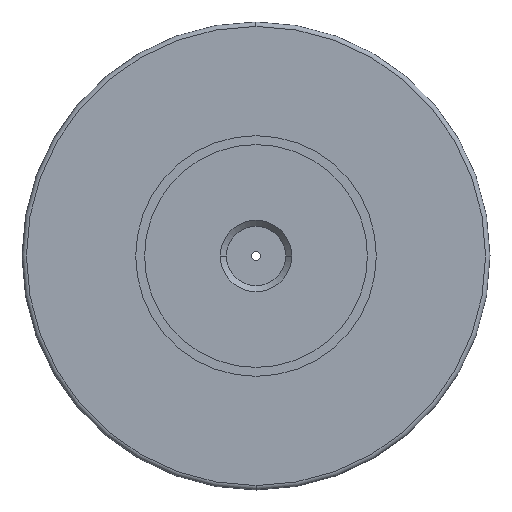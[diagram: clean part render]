
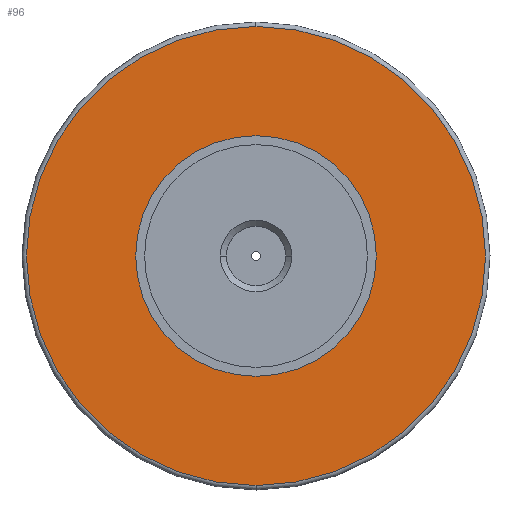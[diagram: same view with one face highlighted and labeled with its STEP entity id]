
A CAD part, left-side view. The second image highlights one B-rep face of the part: STEP entity #96.
In plain terms, the highlighted planar face has unit normal (-1, 0, 0).
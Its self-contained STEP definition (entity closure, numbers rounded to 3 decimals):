
#96=ADVANCED_FACE('',(#199,#200),#201,.T.);
#199=FACE_OUTER_BOUND('',#304,.T.);
#200=FACE_BOUND('',#305,.T.);
#201=PLANE('',#306);
#304=EDGE_LOOP('',(#510,#511,#512));
#305=EDGE_LOOP('',(#513,#514));
#306=AXIS2_PLACEMENT_3D('',#515,#516,#517);
#510=ORIENTED_EDGE('',*,*,#661,.F.);
#511=ORIENTED_EDGE('',*,*,#660,.F.);
#512=ORIENTED_EDGE('',*,*,#630,.F.);
#513=ORIENTED_EDGE('',*,*,#620,.T.);
#514=ORIENTED_EDGE('',*,*,#669,.T.);
#515=CARTESIAN_POINT('',(6.5,19.625,0.0));
#516=DIRECTION('',(-1.0,0.,0.0));
#517=DIRECTION('',(0.,-1.0,-0.0));
#620=EDGE_CURVE('',#736,#741,#743,.T.);
#630=EDGE_CURVE('',#758,#751,#760,.T.);
#660=EDGE_CURVE('',#751,#798,#799,.T.);
#661=EDGE_CURVE('',#798,#758,#800,.T.);
#669=EDGE_CURVE('',#741,#736,#809,.T.);
#736=VERTEX_POINT('',#882);
#741=VERTEX_POINT('',#888);
#743=CIRCLE('',#891,13.5);
#751=VERTEX_POINT('',#901);
#758=VERTEX_POINT('',#908);
#760=CIRCLE('',#910,25.75);
#798=VERTEX_POINT('',#954);
#799=CIRCLE('',#955,25.75);
#800=CIRCLE('',#956,25.75);
#809=CIRCLE('',#965,13.5);
#882=CARTESIAN_POINT('',(6.5,13.5,0.0));
#888=CARTESIAN_POINT('',(6.5,-13.5,0.));
#891=AXIS2_PLACEMENT_3D('',#1045,#1046,#1047);
#901=CARTESIAN_POINT('',(6.5,0.,-25.75));
#908=CARTESIAN_POINT('',(6.5,0.,25.75));
#910=AXIS2_PLACEMENT_3D('',#1065,#1066,#1067);
#954=CARTESIAN_POINT('',(6.5,25.75,0.0));
#955=AXIS2_PLACEMENT_3D('',#1113,#1114,#1115);
#956=AXIS2_PLACEMENT_3D('',#1116,#1117,#1118);
#965=AXIS2_PLACEMENT_3D('',#1131,#1132,#1133);
#1045=CARTESIAN_POINT('',(6.5,0.0,0.0));
#1046=DIRECTION('',(1.0,0.0,0.0));
#1047=DIRECTION('',(0.0,1.0,0.0));
#1065=CARTESIAN_POINT('',(6.5,0.0,0.0));
#1066=DIRECTION('',(1.0,0.0,0.0));
#1067=DIRECTION('',(0.0,1.0,0.0));
#1113=CARTESIAN_POINT('',(6.5,0.0,0.0));
#1114=DIRECTION('',(1.0,0.0,0.0));
#1115=DIRECTION('',(0.0,1.0,0.0));
#1116=CARTESIAN_POINT('',(6.5,0.0,0.0));
#1117=DIRECTION('',(1.0,0.0,0.0));
#1118=DIRECTION('',(0.0,1.0,0.0));
#1131=CARTESIAN_POINT('',(6.5,0.0,0.0));
#1132=DIRECTION('',(1.0,0.0,0.0));
#1133=DIRECTION('',(0.0,1.0,0.0));
